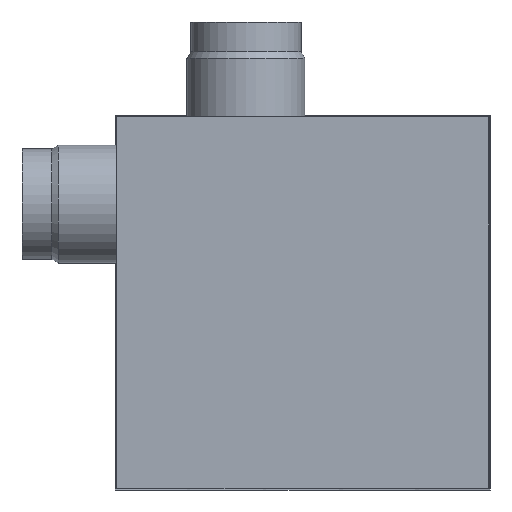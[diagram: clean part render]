
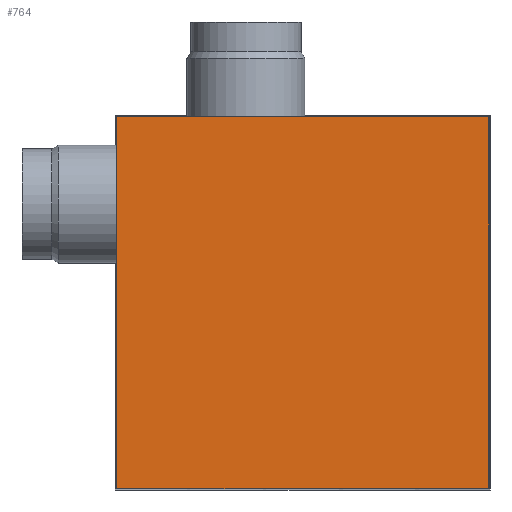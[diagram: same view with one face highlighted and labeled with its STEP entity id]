
A CAD part, left-side view. The second image highlights one B-rep face of the part: STEP entity #764.
In plain terms, the highlighted planar face has unit normal (-1, 0, 0).
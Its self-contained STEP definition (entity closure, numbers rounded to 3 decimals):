
#628 = EDGE_CURVE ( 'NONE', #629, #655, #1875, .T. ) ;
#629 = VERTEX_POINT ( 'NONE', #1871 ) ;
#639 = VERTEX_POINT ( 'NONE', #1851 ) ;
#641 = EDGE_CURVE ( 'NONE', #655, #639, #1911, .T. ) ;
#655 = VERTEX_POINT ( 'NONE', #1882 ) ;
#681 = EDGE_CURVE ( 'NONE', #639, #706, #1965, .T. ) ;
#693 = EDGE_CURVE ( 'NONE', #706, #629, #2008, .T. ) ;
#706 = VERTEX_POINT ( 'NONE', #1983 ) ;
#764 = ADVANCED_FACE ( 'NONE', ( #2090 ), #2085, .T. ) ;
#765 = EDGE_LOOP ( 'NONE', ( #766, #767, #768, #769 ) ) ;
#766 = ORIENTED_EDGE ( 'NONE', *, *, #681, .T. ) ;
#767 = ORIENTED_EDGE ( 'NONE', *, *, #693, .T. ) ;
#768 = ORIENTED_EDGE ( 'NONE', *, *, #628, .T. ) ;
#769 = ORIENTED_EDGE ( 'NONE', *, *, #641, .T. ) ;
#1851 = CARTESIAN_POINT ( 'NONE',  ( -12., -124.5, 124.5 ) ) ;
#1871 = CARTESIAN_POINT ( 'NONE',  ( -12., 124.5, -124.5 ) ) ;
#1872 = DIRECTION ( 'NONE',  ( 0., -1., 0. ) ) ;
#1873 = VECTOR ( 'NONE', #1872, 1000. ) ;
#1874 = CARTESIAN_POINT ( 'NONE',  ( -12., 124.5, -124.5 ) ) ;
#1875 = LINE ( 'NONE', #1874, #1873 ) ;
#1882 = CARTESIAN_POINT ( 'NONE',  ( -12., -124.5, -124.5 ) ) ;
#1908 = DIRECTION ( 'NONE',  ( 0., 0., 1. ) ) ;
#1909 = VECTOR ( 'NONE', #1908, 1000. ) ;
#1910 = CARTESIAN_POINT ( 'NONE',  ( -12., -124.5, -124.5 ) ) ;
#1911 = LINE ( 'NONE', #1910, #1909 ) ;
#1962 = DIRECTION ( 'NONE',  ( 0., 1., 0. ) ) ;
#1963 = VECTOR ( 'NONE', #1962, 1000. ) ;
#1964 = CARTESIAN_POINT ( 'NONE',  ( -12., -124.5, 124.5 ) ) ;
#1965 = LINE ( 'NONE', #1964, #1963 ) ;
#1983 = CARTESIAN_POINT ( 'NONE',  ( -12., 124.5, 124.5 ) ) ;
#2005 = DIRECTION ( 'NONE',  ( 0., 0., -1. ) ) ;
#2006 = VECTOR ( 'NONE', #2005, 1000. ) ;
#2007 = CARTESIAN_POINT ( 'NONE',  ( -12., 124.5, 124.5 ) ) ;
#2008 = LINE ( 'NONE', #2007, #2006 ) ;
#2080 = DIRECTION ( 'NONE',  ( 0., 0., 1. ) ) ;
#2081 = DIRECTION ( 'NONE',  ( -1., 0., 0. ) ) ;
#2082 = AXIS2_PLACEMENT_3D ( 'NONE', #2084, #2081, #2080 ) ;
#2084 = CARTESIAN_POINT ( 'NONE',  ( -12., 124.5, 124.5 ) ) ;
#2085 = PLANE ( 'NONE',  #2082 ) ;
#2090 = FACE_OUTER_BOUND ( 'NONE', #765, .T. ) ;
